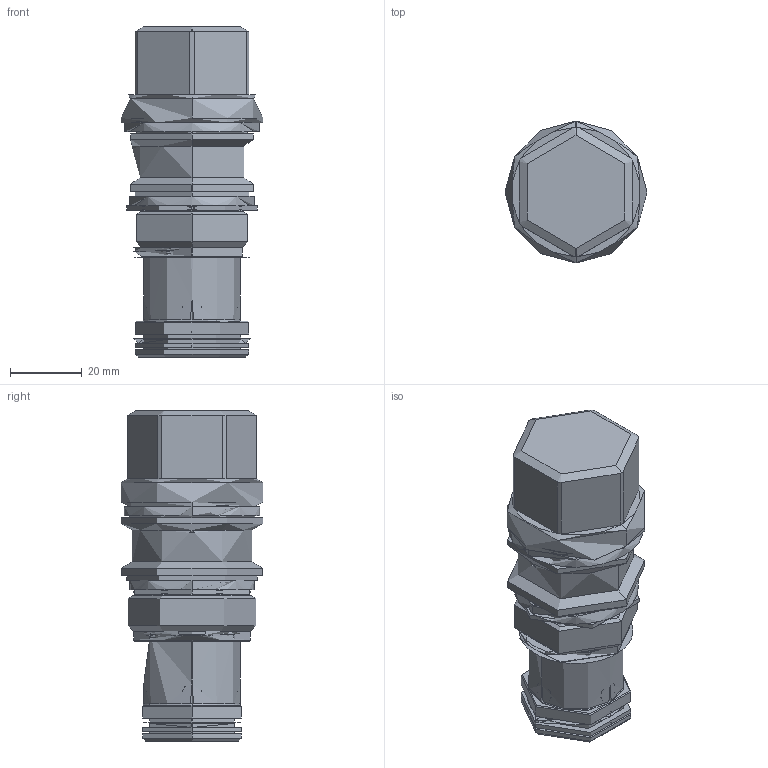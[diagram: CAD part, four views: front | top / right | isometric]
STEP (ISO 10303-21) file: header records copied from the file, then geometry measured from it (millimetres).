
FILE_DESCRIPTION((''),'2;1');
FILE_NAME('LRHAXHN_SW','2022-03-03T11:38:15',('SigMax'),(''),'CREO PARAMETRIC BY PTC INC, 2021072','CREO PARAMETRIC BY PTC INC, 2021072','');
FILE_SCHEMA(('CONFIG_CONTROL_DESIGN'));
Length unit declared in the file: inch
Products named in the file (1): LRHAXHN_SW
Bounding box: 39.6 x 39.6 x 92.08 mm (x, y, z)
Topology: 0 solids, 0 shells, 175 faces, 824 edges, 807 vertices
Faces by surface type: cylinder 78, plane 34, cone 28, torus 25, revolution 10
Entity records: 13877 total; most frequent: CARTESIAN_POINT 6221, DIRECTION 1474, TRIMMED_CURVE 921, DEFINITIONAL_REPRESENTATION 792, PCURVE 792, COMPOSITE_CURVE_SEGMENT 792, VECTOR 708, LINE 708
